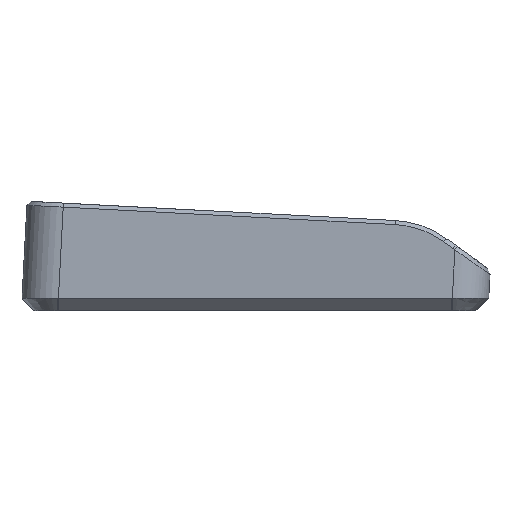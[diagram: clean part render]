
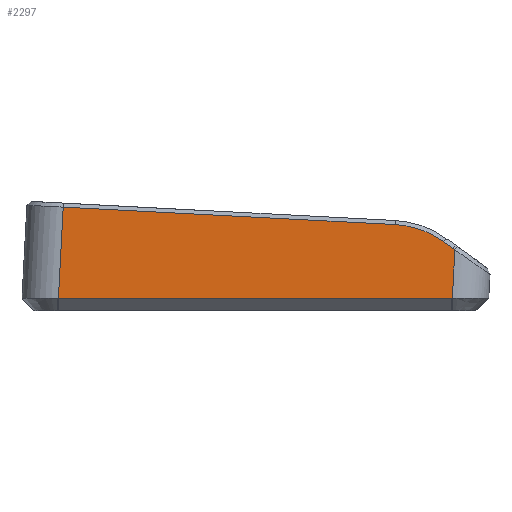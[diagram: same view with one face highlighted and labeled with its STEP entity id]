
A CAD part, left-side view. The second image highlights one B-rep face of the part: STEP entity #2297.
In plain terms, the highlighted planar face has unit normal (-1, 0, 0).
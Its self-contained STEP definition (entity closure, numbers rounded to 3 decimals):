
#43=B_SPLINE_CURVE_WITH_KNOTS('',3,(#3638,#3639,#3640,#3641),
 .UNSPECIFIED.,.F.,.F.,(4,4),(1.553,1.571),
 .UNSPECIFIED.);
#51=B_SPLINE_CURVE_WITH_KNOTS('',3,(#4070,#4071,#4072,#4073),
 .UNSPECIFIED.,.F.,.F.,(4,4),(-1.571,-1.511),
 .UNSPECIFIED.);
#152=PLANE('',#2514);
#287=FACE_OUTER_BOUND('',#433,.T.);
#433=EDGE_LOOP('',(#2118,#2119,#2120,#2121,#2122,#2123,#2124,#2125));
#526=LINE('',#3617,#746);
#535=LINE('',#3694,#755);
#618=LINE('',#3922,#838);
#622=LINE('',#3934,#842);
#641=LINE('',#4105,#861);
#746=VECTOR('',#2767,10.);
#755=VECTOR('',#2792,10.);
#838=VECTOR('',#3043,10.);
#842=VECTOR('',#3055,10.);
#861=VECTOR('',#3100,10.);
#951=CIRCLE('',#2485,22.5);
#1058=VERTEX_POINT('',#3570);
#1060=VERTEX_POINT('',#3610);
#1063=VERTEX_POINT('',#3615);
#1075=VERTEX_POINT('',#3693);
#1136=VERTEX_POINT('',#3919);
#1137=VERTEX_POINT('',#3924);
#1139=VERTEX_POINT('',#3930);
#1147=VERTEX_POINT('',#3986);
#1298=EDGE_CURVE('',#1063,#1060,#526,.T.);
#1300=EDGE_CURVE('',#1058,#1063,#43,.T.);
#1316=EDGE_CURVE('',#1075,#1060,#535,.T.);
#1430=EDGE_CURVE('',#1075,#1136,#618,.T.);
#1433=EDGE_CURVE('',#1136,#1137,#951,.T.);
#1436=EDGE_CURVE('',#1137,#1139,#622,.T.);
#1459=EDGE_CURVE('',#1139,#1147,#51,.T.);
#1465=EDGE_CURVE('',#1147,#1058,#641,.T.);
#2118=ORIENTED_EDGE('',*,*,#1300,.F.);
#2119=ORIENTED_EDGE('',*,*,#1465,.F.);
#2120=ORIENTED_EDGE('',*,*,#1459,.F.);
#2121=ORIENTED_EDGE('',*,*,#1436,.F.);
#2122=ORIENTED_EDGE('',*,*,#1433,.F.);
#2123=ORIENTED_EDGE('',*,*,#1430,.F.);
#2124=ORIENTED_EDGE('',*,*,#1316,.T.);
#2125=ORIENTED_EDGE('',*,*,#1298,.F.);
#2297=ADVANCED_FACE('',(#287),#152,.T.);
#2485=AXIS2_PLACEMENT_3D('',#3928,#3049,#3050);
#2514=AXIS2_PLACEMENT_3D('',#4132,#3141,#3142);
#2767=DIRECTION('',(0.,1.,0.));
#2792=DIRECTION('',(0.,0.052,-0.999));
#3043=DIRECTION('',(0.,-0.999,-0.052));
#3049=DIRECTION('center_axis',(1.,0.,0.));
#3050=DIRECTION('ref_axis',(0.,-0.332,0.943));
#3055=DIRECTION('',(0.,-0.811,-0.585));
#3100=DIRECTION('',(0.,0.052,-0.999));
#3141=DIRECTION('center_axis',(-1.,0.,0.));
#3142=DIRECTION('ref_axis',(0.,-0.999,-0.052));
#3570=CARTESIAN_POINT('',(-7.5,-98.848,3.004));
#3610=CARTESIAN_POINT('',(-7.5,-1.354,3.004));
#3615=CARTESIAN_POINT('',(-7.5,-98.69,3.004));
#3617=CARTESIAN_POINT('',(-7.5,-21.222,3.004));
#3638=CARTESIAN_POINT('Ctrl Pts',(-7.5,-98.848,3.004));
#3639=CARTESIAN_POINT('Ctrl Pts',(-7.5,-98.795,3.004));
#3640=CARTESIAN_POINT('Ctrl Pts',(-7.5,-98.743,3.004));
#3641=CARTESIAN_POINT('Ctrl Pts',(-7.5,-98.69,3.004));
#3693=CARTESIAN_POINT('',(-7.5,-2.539,25.603));
#3694=CARTESIAN_POINT('',(-7.5,-1.489,5.571));
#3919=CARTESIAN_POINT('',(-7.5,-84.709,21.297));
#3922=CARTESIAN_POINT('',(-7.5,-18.067,24.789));
#3924=CARTESIAN_POINT('',(-7.5,-96.694,17.076));
#3928=CARTESIAN_POINT('Origin',(-7.5,-83.531,-1.172));
#3930=CARTESIAN_POINT('',(-7.5,-98.957,15.443));
#3934=CARTESIAN_POINT('',(-7.5,-62.239,41.928));
#3986=CARTESIAN_POINT('',(-7.5,-99.48,15.066));
#4070=CARTESIAN_POINT('Ctrl Pts',(-7.5,-98.957,15.443));
#4071=CARTESIAN_POINT('Ctrl Pts',(-7.5,-99.131,15.318));
#4072=CARTESIAN_POINT('Ctrl Pts',(-7.5,-99.305,15.192));
#4073=CARTESIAN_POINT('Ctrl Pts',(-7.5,-99.48,15.066));
#4105=CARTESIAN_POINT('',(-7.5,-98.715,0.475));
#4132=CARTESIAN_POINT('Origin',(-7.5,7.499,6.042));
